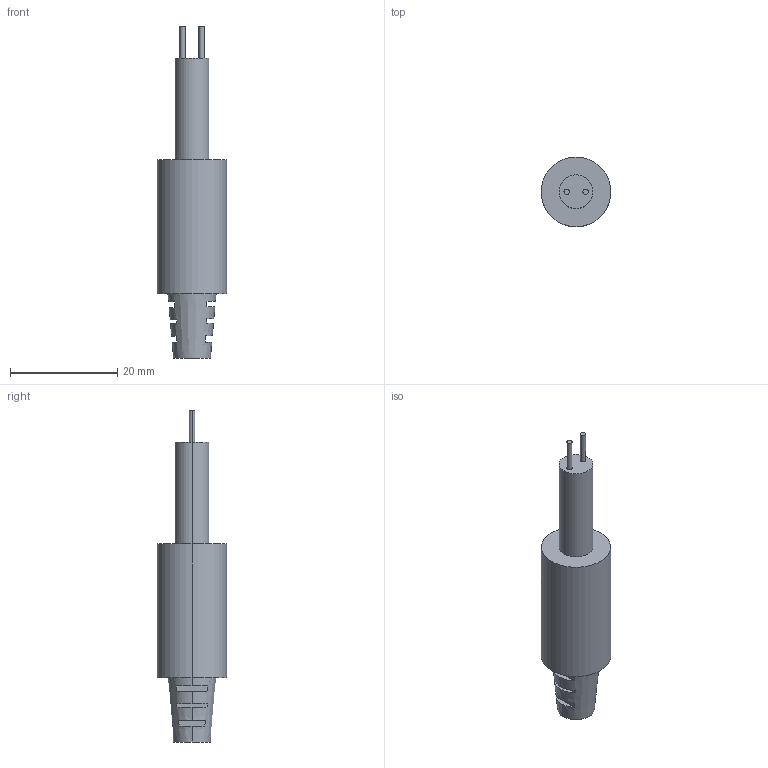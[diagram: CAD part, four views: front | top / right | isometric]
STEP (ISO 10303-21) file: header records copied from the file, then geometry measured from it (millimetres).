
FILE_DESCRIPTION(('CATIA V5 STEP Exchange'),'2;1');
FILE_NAME('TDS probe.stp','2022-05-03T18:59:00+00:00',('none'),('none'),'CATIA Version 5-6 Release 2017','CATIA V5 STEP AP203','none');
FILE_SCHEMA(('CONFIG_CONTROL_DESIGN'));
Length unit declared in the file: millimetre
Products named in the file (1): TDS Probe
Bounding box: 13 x 13 x 62 mm (x, y, z)
Volume: 4491.6 mm3; surface area: 2030.3 mm2
Topology: 1 solids, 1 shells, 34 faces, 84 edges, 56 vertices
Faces by surface type: plane 24, cylinder 8, cone 2
Entity records: 1035 total; most frequent: CARTESIAN_POINT 229, ORIENTED_EDGE 168, DIRECTION 128, EDGE_CURVE 84, AXIS2_PLACEMENT_3D 73, VERTEX_POINT 56, CIRCLE 44, EDGE_LOOP 38
